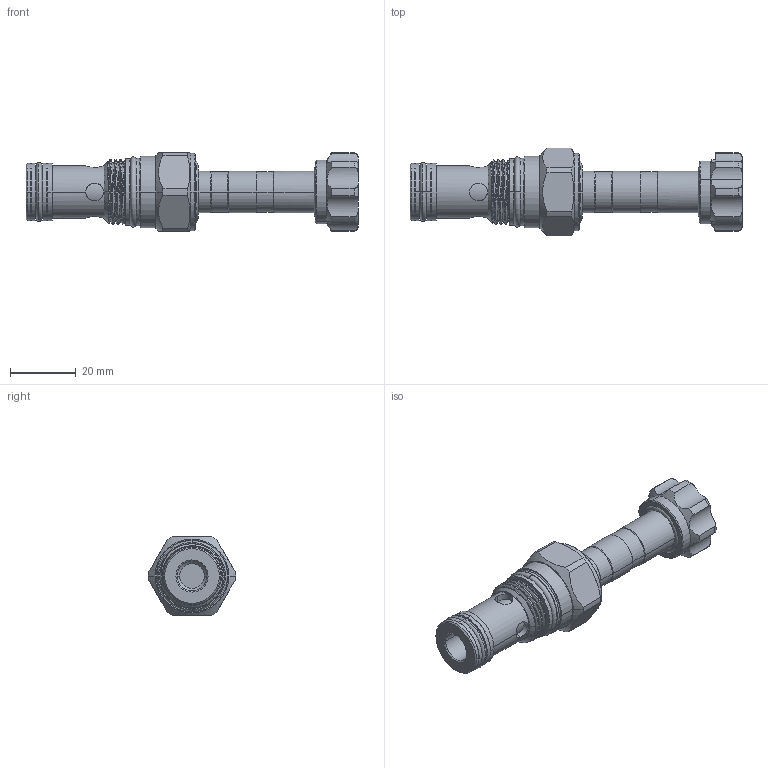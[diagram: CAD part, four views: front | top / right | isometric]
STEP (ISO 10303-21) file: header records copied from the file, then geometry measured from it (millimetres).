
FILE_DESCRIPTION (( 'STEP AP203' ), '1' );
FILE_NAME ('EP13A2A02N05.STEP', '2020-03-31T07:29:01', ( '' ), ( '' ), 'SwSTEP 2.0', 'SolidWorks 2018', '' );
FILE_SCHEMA (( 'CONFIG_CONTROL_DESIGN' ));
Length unit declared in the file: millimetre
Products named in the file (1): EP13A2A02N05
Bounding box: 101.15 x 26.7 x 24 mm (x, y, z)
Volume: 23709.5 mm3; surface area: 9449 mm2
Topology: 4 solids, 4 shells, 203 faces, 483 edges, 304 vertices
Faces by surface type: cylinder 108, cone 38, plane 30, torus 22, bspline 5
Entity records: 9423 total; most frequent: CARTESIAN_POINT 4664, DIRECTION 1014, ORIENTED_EDGE 966, EDGE_CURVE 483, AXIS2_PLACEMENT_3D 433, VERTEX_POINT 304, CIRCLE 234, EDGE_LOOP 227
